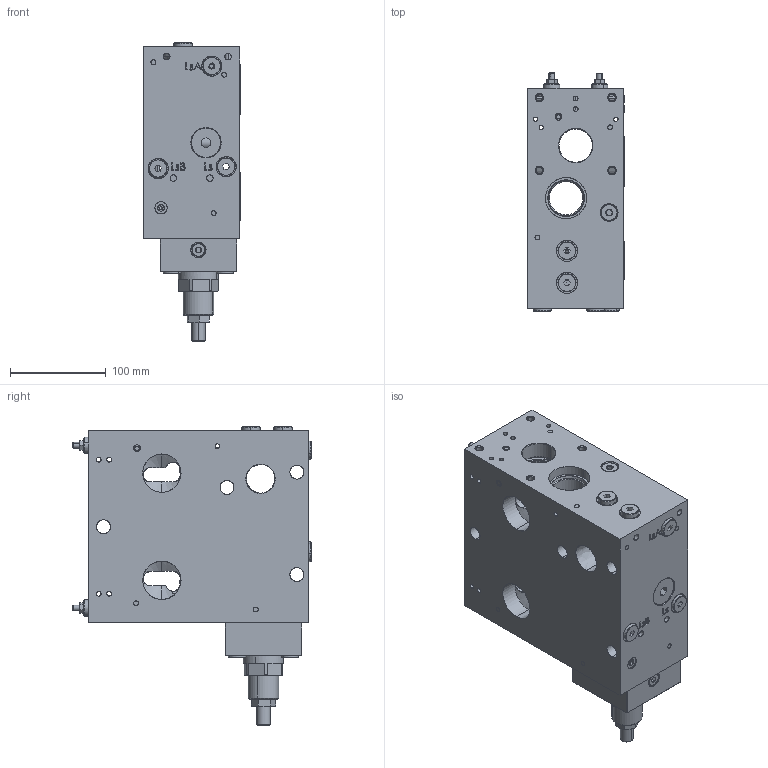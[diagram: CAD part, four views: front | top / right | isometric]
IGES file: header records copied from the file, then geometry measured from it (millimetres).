
Start section: SolidWorks IGES file using analytic representation for surfaces
Global section: file name: HEM0003103010.igs; native system: SolidWorks 2014; preprocessor: SolidWorks 2014; author: serviziopdm; date: 161123.104954; units: millimetre
Bounding box: 100.73 x 248.9 x 311.98 mm (x, y, z)
Surface area: 311032.2 mm2 (no closed solid volume)
Topology: 0 solids, 0 shells, 732 faces, 14127 edges, 14127 vertices
Faces by surface type: bspline 390, revolution 342
